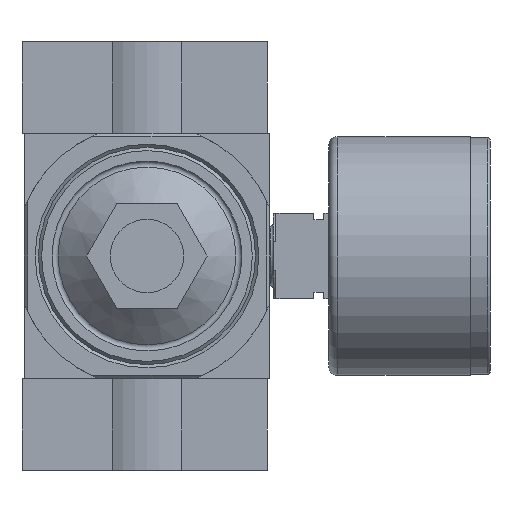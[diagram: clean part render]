
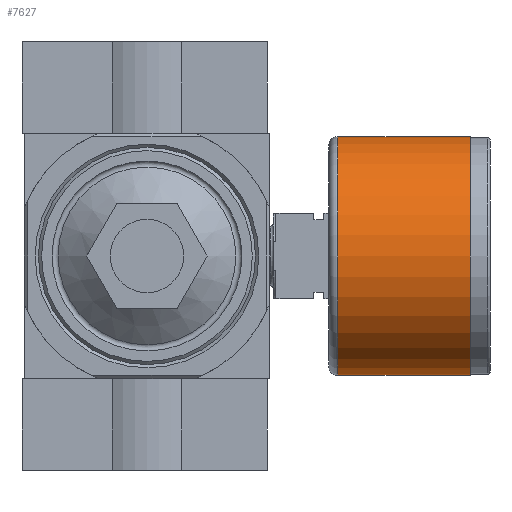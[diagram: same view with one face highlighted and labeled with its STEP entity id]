
A CAD part, front view. The second image highlights one B-rep face of the part: STEP entity #7627.
In plain terms, the highlighted cylindrical face has radius 19.5 mm (diameter 39 mm), a full revolution.
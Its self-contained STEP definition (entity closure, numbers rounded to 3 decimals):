
#2850=ORIENTED_EDGE('',*,*,#3760,.F.);
#2851=ORIENTED_EDGE('',*,*,#3761,.T.);
#3760=EDGE_CURVE('',#4378,#4378,#4737,.T.);
#3761=EDGE_CURVE('',#4379,#4379,#4738,.T.);
#4378=VERTEX_POINT('',#12368);
#4379=VERTEX_POINT('',#12371);
#4737=CIRCLE('',#8409,19.5);
#4738=CIRCLE('',#8411,19.5);
#5249=EDGE_LOOP('',(#2850));
#5250=EDGE_LOOP('',(#2851));
#5798=FACE_BOUND('',#5249,.T.);
#5799=FACE_BOUND('',#5250,.T.);
#5933=CYLINDRICAL_SURFACE('',#8410,19.5);
#7627=ADVANCED_FACE('',(#5798,#5799),#5933,.T.);
#8409=AXIS2_PLACEMENT_3D('',#12367,#10305,#10306);
#8410=AXIS2_PLACEMENT_3D('',#12369,#10307,#10308);
#8411=AXIS2_PLACEMENT_3D('',#12370,#10309,#10310);
#10305=DIRECTION('',(1.,0.,0.));
#10306=DIRECTION('',(0.,0.,-1.));
#10307=DIRECTION('',(1.,0.,0.));
#10308=DIRECTION('',(0.,0.,-1.));
#10309=DIRECTION('',(1.,0.,0.));
#10310=DIRECTION('',(0.,0.,-1.));
#12367=CARTESIAN_POINT('',(-3.2,0.,0.));
#12368=CARTESIAN_POINT('',(-3.2,0.,-19.5));
#12369=CARTESIAN_POINT('',(0.,0.,0.));
#12370=CARTESIAN_POINT('',(-24.85,0.,0.));
#12371=CARTESIAN_POINT('',(-24.85,0.,-19.5));
